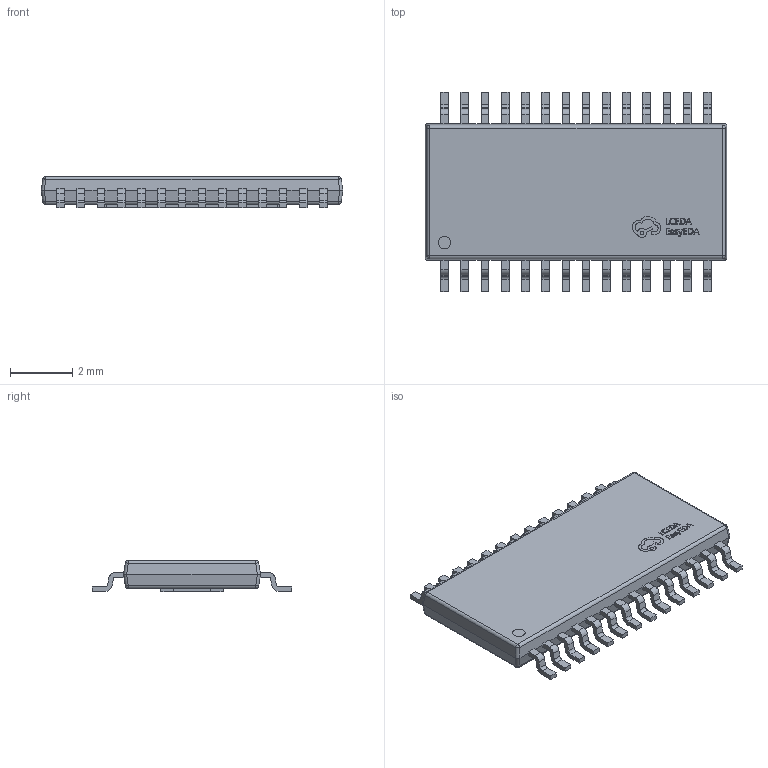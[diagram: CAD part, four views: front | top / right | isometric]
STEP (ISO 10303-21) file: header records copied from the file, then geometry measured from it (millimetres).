
FILE_DESCRIPTION (( 'STEP AP214' ), '1' );
FILE_NAME ('HTSSOP-28_L9.7-W4.4-P0.65-LS6.4-BL-EP-2.step', '2022-07-26T09:51:56', ( '' ), ( '' ), 'SwSTEP 2.0', 'SolidWorks 2020', '' );
FILE_SCHEMA (( 'AUTOMOTIVE_DESIGN' ));
Length unit declared in the file: millimetre
Products named in the file (1): HTSSOP-28_L9.7-W4.4-P0.65-LS6.4-BL-EP-2
Bounding box: 9.7 x 6.4 x 1 mm (x, y, z)
Volume: 40.1 mm3; surface area: 136.9 mm2
Topology: 14 solids, 14 shells, 704 faces, 1969 edges, 1302 vertices
Faces by surface type: plane 454, cylinder 130, bspline 112, sphere 8
Entity records: 31580 total; most frequent: CARTESIAN_POINT 6092, ORIENTED_EDGE 3938, DIRECTION 3175, EDGE_CURVE 1969, LINE 1485, VECTOR 1485, VERTEX_POINT 1302, AXIS2_PLACEMENT_3D 845
